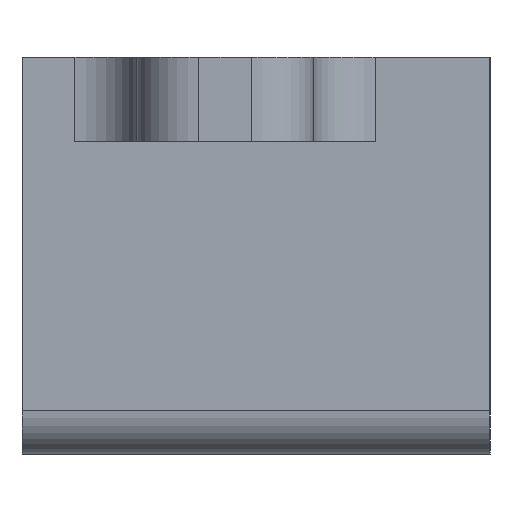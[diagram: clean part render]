
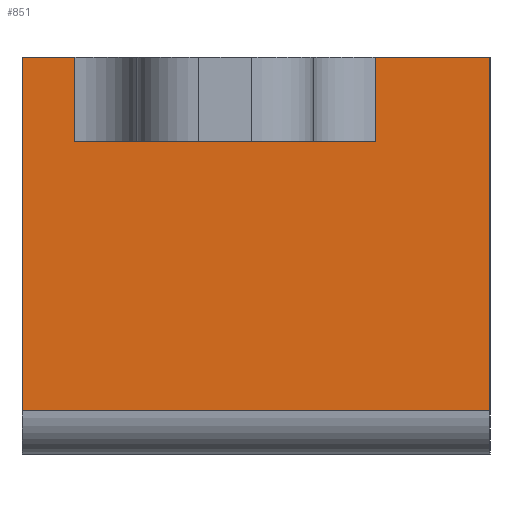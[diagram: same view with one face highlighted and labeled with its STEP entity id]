
A CAD part, left-side view. The second image highlights one B-rep face of the part: STEP entity #851.
In plain terms, the highlighted planar face has unit normal (-1, 0, 0).
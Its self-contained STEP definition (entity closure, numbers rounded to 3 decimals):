
#34=PLANE('',#936);
#60=FACE_OUTER_BOUND('',#107,.T.);
#107=EDGE_LOOP('',(#635,#636,#637,#638,#639,#640,#641,#642));
#160=LINE('',#1325,#233);
#164=LINE('',#1341,#237);
#176=LINE('',#1374,#249);
#178=LINE('',#1378,#251);
#179=LINE('',#1379,#252);
#180=LINE('',#1381,#253);
#181=LINE('',#1383,#254);
#182=LINE('',#1384,#255);
#233=VECTOR('',#1052,10.);
#237=VECTOR('',#1064,10.);
#249=VECTOR('',#1096,10.);
#251=VECTOR('',#1100,10.);
#252=VECTOR('',#1101,10.);
#253=VECTOR('',#1102,10.);
#254=VECTOR('',#1103,10.);
#255=VECTOR('',#1104,10.);
#367=VERTEX_POINT('',#1322);
#368=VERTEX_POINT('',#1324);
#375=VERTEX_POINT('',#1338);
#376=VERTEX_POINT('',#1340);
#387=VERTEX_POINT('',#1372);
#388=VERTEX_POINT('',#1377);
#389=VERTEX_POINT('',#1380);
#390=VERTEX_POINT('',#1382);
#462=EDGE_CURVE('',#368,#367,#160,.T.);
#470=EDGE_CURVE('',#376,#375,#164,.T.);
#487=EDGE_CURVE('',#387,#375,#176,.T.);
#489=EDGE_CURVE('',#387,#388,#178,.T.);
#490=EDGE_CURVE('',#368,#388,#179,.T.);
#491=EDGE_CURVE('',#389,#367,#180,.T.);
#492=EDGE_CURVE('',#390,#389,#181,.T.);
#493=EDGE_CURVE('',#376,#390,#182,.T.);
#635=ORIENTED_EDGE('',*,*,#487,.F.);
#636=ORIENTED_EDGE('',*,*,#489,.T.);
#637=ORIENTED_EDGE('',*,*,#490,.F.);
#638=ORIENTED_EDGE('',*,*,#462,.T.);
#639=ORIENTED_EDGE('',*,*,#491,.F.);
#640=ORIENTED_EDGE('',*,*,#492,.F.);
#641=ORIENTED_EDGE('',*,*,#493,.F.);
#642=ORIENTED_EDGE('',*,*,#470,.T.);
#851=ADVANCED_FACE('',(#60),#34,.T.);
#936=AXIS2_PLACEMENT_3D('',#1376,#1098,#1099);
#1052=DIRECTION('',(0.,1.,0.));
#1064=DIRECTION('',(0.,1.,0.));
#1096=DIRECTION('',(0.,0.,1.));
#1098=DIRECTION('center_axis',(-1.,0.,0.));
#1099=DIRECTION('ref_axis',(0.,0.,1.));
#1100=DIRECTION('',(0.,1.,0.));
#1101=DIRECTION('',(0.,0.,-1.));
#1102=DIRECTION('',(0.,0.,1.));
#1103=DIRECTION('',(0.,1.,0.));
#1104=DIRECTION('',(0.,0.,-1.));
#1322=CARTESIAN_POINT('',(-50.,53.,22.5));
#1324=CARTESIAN_POINT('',(-50.,47.,22.5));
#1325=CARTESIAN_POINT('',(-50.,0.,22.5));
#1338=CARTESIAN_POINT('',(-50.,13.,22.5));
#1340=CARTESIAN_POINT('',(-50.,0.,22.5));
#1341=CARTESIAN_POINT('',(-50.,0.,22.5));
#1372=CARTESIAN_POINT('',(-50.,13.,12.97));
#1374=CARTESIAN_POINT('',(-50.,13.,0.));
#1376=CARTESIAN_POINT('Origin',(-50.,0.,-22.5));
#1377=CARTESIAN_POINT('',(-50.,47.,12.97));
#1378=CARTESIAN_POINT('',(-50.,15.,12.97));
#1379=CARTESIAN_POINT('',(-50.,47.,0.));
#1380=CARTESIAN_POINT('',(-50.,53.,-17.5));
#1381=CARTESIAN_POINT('',(-50.,53.,22.5));
#1382=CARTESIAN_POINT('',(-50.,0.,-17.5));
#1383=CARTESIAN_POINT('',(-50.,0.,-17.5));
#1384=CARTESIAN_POINT('',(-50.,0.,22.5));
